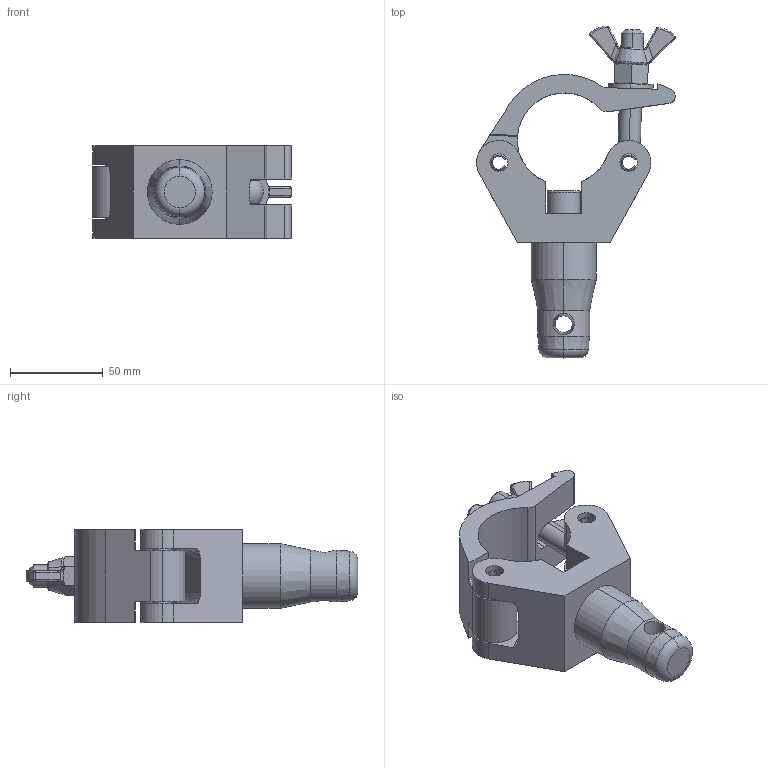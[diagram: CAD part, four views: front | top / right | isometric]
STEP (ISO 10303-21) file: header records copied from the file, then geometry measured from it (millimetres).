
FILE_DESCRIPTION (( 'STEP AP203' ), '1' );
FILE_NAME ('T45800.STEP', '2018-07-30T11:47:17', ( '' ), ( '' ), 'SwSTEP 2.0', 'SolidWorks 2016', '' );
FILE_SCHEMA (( 'CONFIG_CONTROL_DESIGN' ));
Length unit declared in the file: millimetre
Products named in the file (14): F883_DIN 315-M12-GT-C-N; TH2001_TH2001 - 50MM WIDE; Hex Nut Style 1 GradeAB_Doughty Fastners_Hexagon Nut ISO - 4032 - M12 - D - S; T45800; TH157_TH157; A Washer_Bright washer BS 4320 - M12 (Form A); F790; TH156_TH156; TH2000_TH2000 - 50MM WIDE; f1501; Socket Head Cap Screw_Doughty Fastners_BS EN ISO 4762 M12 x 40 - 40S; T78000; TH566; TH3127
Assembly tree (14 placements, depth 3):
  T45800
    TH156_TH156
      TH2000_TH2000 - 50MM WIDE
    TH157_TH157
      TH2001_TH2001 - 50MM WIDE
    T78000
      TH566
      A Washer_Bright washer BS 4320 - M12 (Form A)
      Hex Nut Style 1 GradeAB_Doughty Fastners_Hexagon Nut ISO - 4032 - M12 - D - S
      F883_DIN 315-M12-GT-C-N
    F790  x2
    TH3127
    f1501
    Socket Head Cap Screw_Doughty Fastners_BS EN ISO 4762 M12 x 40 - 40S
Bounding box: 107.22 x 178.87 x 49.9 mm (x, y, z)
Volume: 242541.6 mm3; surface area: 66033.4 mm2
Topology: 11 solids, 11 shells, 450 faces, 1094 edges, 655 vertices
Faces by surface type: cone 164, cylinder 144, plane 85, bspline 32, torus 14, sphere 11
Entity records: 15056 total; most frequent: CARTESIAN_POINT 3356, DIRECTION 2294, ORIENTED_EDGE 2078, EDGE_CURVE 1039, AXIS2_PLACEMENT_3D 938, VERTEX_POINT 629, CIRCLE 516, EDGE_LOOP 460
